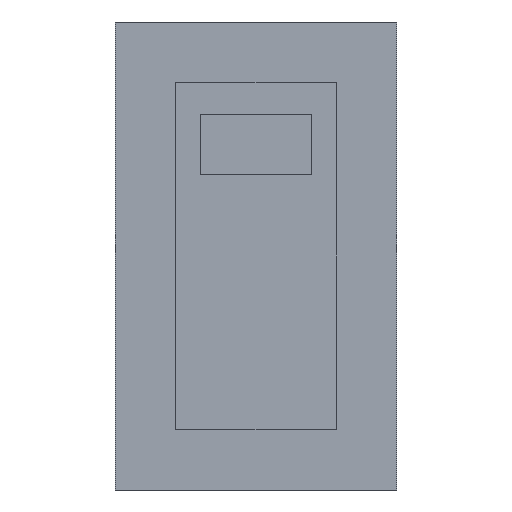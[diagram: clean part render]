
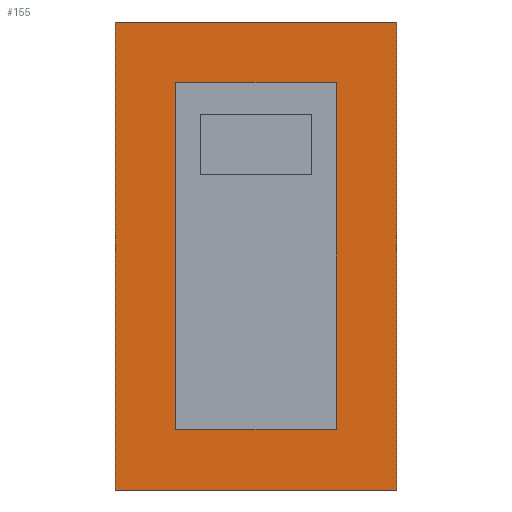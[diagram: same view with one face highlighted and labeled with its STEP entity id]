
A CAD part, front view. The second image highlights one B-rep face of the part: STEP entity #155.
In plain terms, the highlighted planar face has unit normal (0, -1, 0).
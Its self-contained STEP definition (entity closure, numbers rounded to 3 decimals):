
#149=FACE_BOUND('',#204,.T.);
#150=FACE_BOUND('',#205,.T.);
#155=ADVANCED_FACE('',(#149,#150),#173,.F.);
#173=PLANE('',#451);
#204=EDGE_LOOP('',(#230,#231,#232,#233));
#205=EDGE_LOOP('',(#234,#235,#236,#237));
#230=ORIENTED_EDGE('',*,*,#341,.T.);
#231=ORIENTED_EDGE('',*,*,#342,.F.);
#232=ORIENTED_EDGE('',*,*,#343,.F.);
#233=ORIENTED_EDGE('',*,*,#344,.T.);
#234=ORIENTED_EDGE('',*,*,#345,.F.);
#235=ORIENTED_EDGE('',*,*,#346,.F.);
#236=ORIENTED_EDGE('',*,*,#347,.F.);
#237=ORIENTED_EDGE('',*,*,#348,.F.);
#312=VERTEX_POINT('',#576);
#313=VERTEX_POINT('',#577);
#314=VERTEX_POINT('',#579);
#315=VERTEX_POINT('',#581);
#316=VERTEX_POINT('',#584);
#317=VERTEX_POINT('',#585);
#318=VERTEX_POINT('',#587);
#319=VERTEX_POINT('',#589);
#341=EDGE_CURVE('',#312,#313,#383,.T.);
#342=EDGE_CURVE('',#314,#313,#384,.T.);
#343=EDGE_CURVE('',#315,#314,#385,.T.);
#344=EDGE_CURVE('',#315,#312,#386,.T.);
#345=EDGE_CURVE('',#316,#317,#387,.T.);
#346=EDGE_CURVE('',#318,#316,#388,.T.);
#347=EDGE_CURVE('',#319,#318,#389,.T.);
#348=EDGE_CURVE('',#317,#319,#390,.T.);
#383=LINE('',#575,#419);
#384=LINE('',#578,#420);
#385=LINE('',#580,#421);
#386=LINE('',#582,#422);
#387=LINE('',#583,#423);
#388=LINE('',#586,#424);
#389=LINE('',#588,#425);
#390=LINE('',#590,#426);
#419=VECTOR('',#486,1.);
#420=VECTOR('',#487,1.);
#421=VECTOR('',#488,1.);
#422=VECTOR('',#489,1.);
#423=VECTOR('',#490,1.);
#424=VECTOR('',#491,1.);
#425=VECTOR('',#492,1.);
#426=VECTOR('',#493,1.);
#451=AXIS2_PLACEMENT_3D('',#591,#494,#495);
#486=DIRECTION('',(1.,0.,0.));
#487=DIRECTION('',(0.,0.,-1.));
#488=DIRECTION('',(1.,0.,0.));
#489=DIRECTION('',(0.,0.,-1.));
#490=DIRECTION('',(-1.,0.,0.));
#491=DIRECTION('',(0.,0.,1.));
#492=DIRECTION('',(1.,0.,0.));
#493=DIRECTION('',(0.,0.,-1.));
#494=DIRECTION('',(0.,1.,0.));
#495=DIRECTION('',(0.,0.,1.));
#575=CARTESIAN_POINT('',(0.,0.,0.));
#576=CARTESIAN_POINT('',(0.,0.,0.));
#577=CARTESIAN_POINT('',(11.6,0.,0.));
#578=CARTESIAN_POINT('',(11.6,0.,19.3));
#579=CARTESIAN_POINT('',(11.6,0.,19.3));
#580=CARTESIAN_POINT('',(0.,0.,19.3));
#581=CARTESIAN_POINT('',(0.,0.,19.3));
#582=CARTESIAN_POINT('',(0.,0.,19.3));
#583=CARTESIAN_POINT('',(3.5,0.,16.8));
#584=CARTESIAN_POINT('',(9.1,0.,16.8));
#585=CARTESIAN_POINT('',(2.5,0.,16.8));
#586=CARTESIAN_POINT('',(9.1,0.,2.5));
#587=CARTESIAN_POINT('',(9.1,0.,2.5));
#588=CARTESIAN_POINT('',(5.8,0.,2.5));
#589=CARTESIAN_POINT('',(2.5,0.,2.5));
#590=CARTESIAN_POINT('',(2.5,0.,16.8));
#591=CARTESIAN_POINT('',(0.,0.,19.3));
